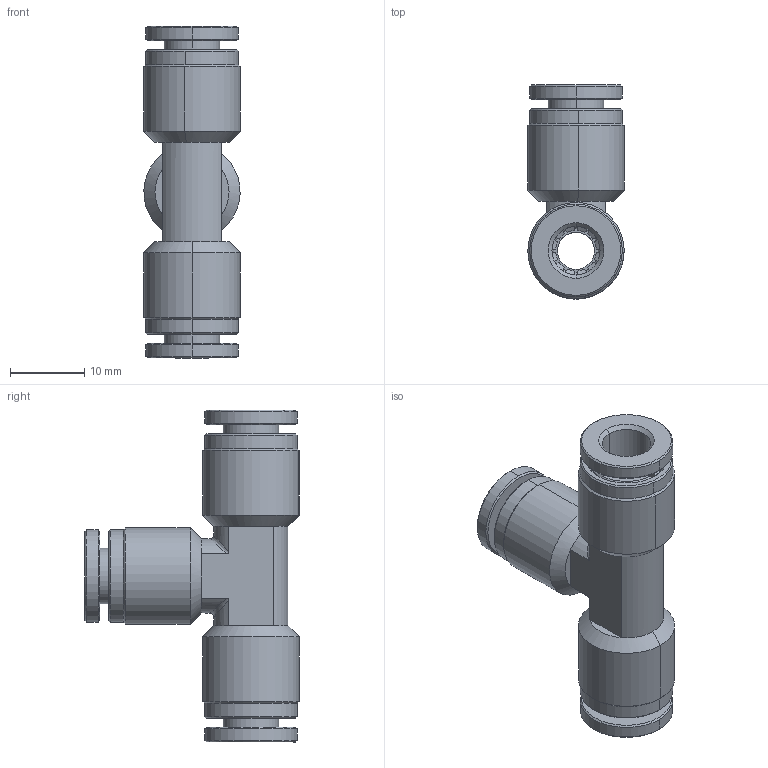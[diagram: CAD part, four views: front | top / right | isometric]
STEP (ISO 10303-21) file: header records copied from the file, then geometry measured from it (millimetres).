
FILE_DESCRIPTION (( 'STEP AP214' ), '1' );
FILE_NAME ('TUS1-4W.STEP', '2018-07-03T23:52:08', ( '' ), ( '' ), 'SwSTEP 2.0', 'SolidWorks 2016', '' );
FILE_SCHEMA (( 'AUTOMOTIVE_DESIGN' ));
Length unit declared in the file: millimetre
Products named in the file (1): TUS1-4W
Bounding box: 13 x 28.91 x 44.81 mm (x, y, z)
Volume: 4274.7 mm3; surface area: 8371.8 mm2
Topology: 16 solids, 16 shells, 975 faces, 2654 edges, 1722 vertices
Faces by surface type: plane 341, cone 333, cylinder 191, bspline 104, torus 6
Entity records: 43906 total; most frequent: CARTESIAN_POINT 9958, ORIENTED_EDGE 5308, DIRECTION 4279, EDGE_CURVE 2654, AXIS2_PLACEMENT_3D 1759, VERTEX_POINT 1722, EDGE_LOOP 1020, UNCERTAINTY_MEASURE_WITH_UNIT 993
